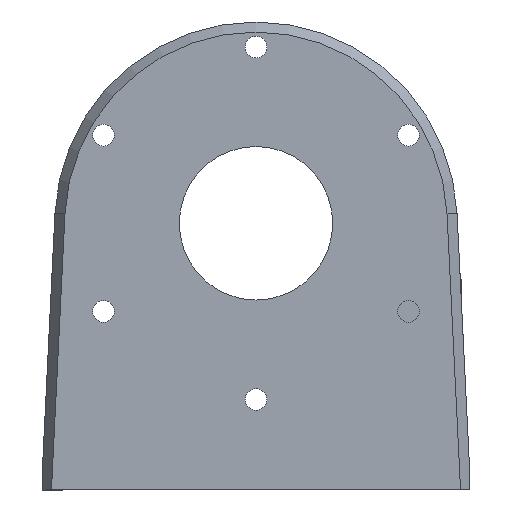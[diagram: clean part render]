
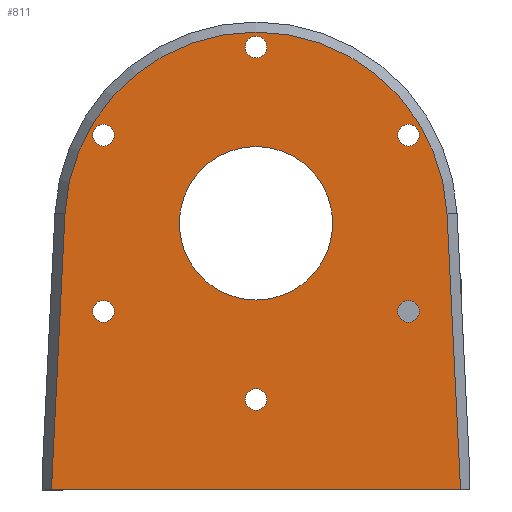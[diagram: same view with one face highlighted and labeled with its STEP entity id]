
A CAD part, left-side view. The second image highlights one B-rep face of the part: STEP entity #811.
In plain terms, the highlighted planar face has unit normal (-1, 0, 0).
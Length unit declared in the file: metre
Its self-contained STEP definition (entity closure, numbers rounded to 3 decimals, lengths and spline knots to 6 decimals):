
#30=PLANE('',#896);
#65=CIRCLE('',#895,0.01525);
#66=CIRCLE('',#897,0.038);
#67=CIRCLE('',#898,0.00215);
#68=CIRCLE('',#899,0.00215);
#69=CIRCLE('',#900,0.00215);
#70=CIRCLE('',#901,0.00215);
#71=CIRCLE('',#902,0.00215);
#72=CIRCLE('',#903,0.00215);
#103=LINE('',#1364,#154);
#118=LINE('',#1451,#169);
#119=LINE('',#1453,#170);
#154=VECTOR('',#1011,1.);
#169=VECTOR('',#1070,1.);
#170=VECTOR('',#1071,1.);
#303=ORIENTED_EDGE('',*,*,#472,.F.);
#304=ORIENTED_EDGE('',*,*,#441,.F.);
#305=ORIENTED_EDGE('',*,*,#473,.F.);
#306=ORIENTED_EDGE('',*,*,#474,.F.);
#307=ORIENTED_EDGE('',*,*,#475,.T.);
#308=ORIENTED_EDGE('',*,*,#476,.T.);
#309=ORIENTED_EDGE('',*,*,#477,.T.);
#310=ORIENTED_EDGE('',*,*,#478,.T.);
#311=ORIENTED_EDGE('',*,*,#479,.T.);
#312=ORIENTED_EDGE('',*,*,#480,.T.);
#313=ORIENTED_EDGE('',*,*,#471,.T.);
#441=EDGE_CURVE('',#537,#538,#103,.T.);
#471=EDGE_CURVE('',#558,#558,#65,.T.);
#472=EDGE_CURVE('',#538,#559,#118,.T.);
#473=EDGE_CURVE('',#560,#537,#119,.T.);
#474=EDGE_CURVE('',#559,#560,#66,.T.);
#475=EDGE_CURVE('',#561,#561,#67,.T.);
#476=EDGE_CURVE('',#562,#562,#68,.T.);
#477=EDGE_CURVE('',#563,#563,#69,.T.);
#478=EDGE_CURVE('',#564,#564,#70,.T.);
#479=EDGE_CURVE('',#565,#565,#71,.T.);
#480=EDGE_CURVE('',#566,#566,#72,.T.);
#537=VERTEX_POINT('',#1363);
#538=VERTEX_POINT('',#1365);
#558=VERTEX_POINT('',#1449);
#559=VERTEX_POINT('',#1452);
#560=VERTEX_POINT('',#1454);
#561=VERTEX_POINT('',#1457);
#562=VERTEX_POINT('',#1459);
#563=VERTEX_POINT('',#1461);
#564=VERTEX_POINT('',#1463);
#565=VERTEX_POINT('',#1465);
#566=VERTEX_POINT('',#1467);
#631=EDGE_LOOP('',(#303,#304,#305,#306));
#632=EDGE_LOOP('',(#307));
#633=EDGE_LOOP('',(#308));
#634=EDGE_LOOP('',(#309));
#635=EDGE_LOOP('',(#310));
#636=EDGE_LOOP('',(#311));
#637=EDGE_LOOP('',(#312));
#638=EDGE_LOOP('',(#313));
#717=FACE_BOUND('',#631,.T.);
#718=FACE_BOUND('',#632,.T.);
#719=FACE_BOUND('',#633,.T.);
#720=FACE_BOUND('',#634,.T.);
#721=FACE_BOUND('',#635,.T.);
#722=FACE_BOUND('',#636,.T.);
#723=FACE_BOUND('',#637,.T.);
#724=FACE_BOUND('',#638,.T.);
#811=ADVANCED_FACE('',(#717,#718,#719,#720,#721,#722,#723,#724),#30,.F.);
#895=AXIS2_PLACEMENT_3D('',#1448,#1066,#1067);
#896=AXIS2_PLACEMENT_3D('',#1450,#1068,#1069);
#897=AXIS2_PLACEMENT_3D('',#1455,#1072,#1073);
#898=AXIS2_PLACEMENT_3D('',#1456,#1074,#1075);
#899=AXIS2_PLACEMENT_3D('',#1458,#1076,#1077);
#900=AXIS2_PLACEMENT_3D('',#1460,#1078,#1079);
#901=AXIS2_PLACEMENT_3D('',#1462,#1080,#1081);
#902=AXIS2_PLACEMENT_3D('',#1464,#1082,#1083);
#903=AXIS2_PLACEMENT_3D('',#1466,#1084,#1085);
#1011=DIRECTION('',(0.,1.,0.));
#1066=DIRECTION('',(1.,0.,0.));
#1067=DIRECTION('',(0.,1.,0.));
#1068=DIRECTION('',(1.,0.,0.));
#1069=DIRECTION('',(0.,-1.,0.));
#1070=DIRECTION('',(0.,-0.049,0.999));
#1071=DIRECTION('',(0.,-0.049,-0.999));
#1072=DIRECTION('',(1.,0.,0.));
#1073=DIRECTION('',(0.,1.,0.));
#1074=DIRECTION('',(1.,0.,0.));
#1075=DIRECTION('',(0.,0.5,0.866));
#1076=DIRECTION('',(1.,0.,0.));
#1077=DIRECTION('',(0.,-0.5,0.866));
#1078=DIRECTION('',(1.,0.,0.));
#1079=DIRECTION('',(0.,-1.,0.));
#1080=DIRECTION('',(1.,0.,0.));
#1081=DIRECTION('',(0.,-0.5,-0.866));
#1082=DIRECTION('',(1.,0.,0.));
#1083=DIRECTION('',(0.,0.5,-0.866));
#1084=DIRECTION('',(1.,0.,0.));
#1085=DIRECTION('',(0.,1.,0.));
#1363=CARTESIAN_POINT('',(-0.03,-0.040645,0.));
#1364=CARTESIAN_POINT('',(-0.03,0.02125,0.));
#1365=CARTESIAN_POINT('',(-0.03,0.040645,0.));
#1448=CARTESIAN_POINT('',(-0.03,0.,0.053));
#1449=CARTESIAN_POINT('',(-0.03,0.01525,0.053));
#1450=CARTESIAN_POINT('',(-0.03,0.0425,0.003));
#1451=CARTESIAN_POINT('',(-0.03,0.039228,0.028882));
#1452=CARTESIAN_POINT('',(-0.03,0.037954,0.054861));
#1453=CARTESIAN_POINT('',(-0.03,-0.0404,0.004981));
#1454=CARTESIAN_POINT('',(-0.03,-0.037954,0.054861));
#1455=CARTESIAN_POINT('',(-0.03,0.,0.053));
#1456=CARTESIAN_POINT('',(-0.03,-0.030311,0.0705));
#1457=CARTESIAN_POINT('',(-0.03,-0.029236,0.072362));
#1458=CARTESIAN_POINT('',(-0.03,-0.030311,0.0355));
#1459=CARTESIAN_POINT('',(-0.03,-0.031386,0.037362));
#1460=CARTESIAN_POINT('',(-0.03,0.,0.018));
#1461=CARTESIAN_POINT('',(-0.03,-0.00215,0.018));
#1462=CARTESIAN_POINT('',(-0.03,0.030311,0.0355));
#1463=CARTESIAN_POINT('',(-0.03,0.029236,0.033638));
#1464=CARTESIAN_POINT('',(-0.03,0.030311,0.0705));
#1465=CARTESIAN_POINT('',(-0.03,0.031386,0.068638));
#1466=CARTESIAN_POINT('',(-0.03,0.,0.088));
#1467=CARTESIAN_POINT('',(-0.03,0.00215,0.088));
